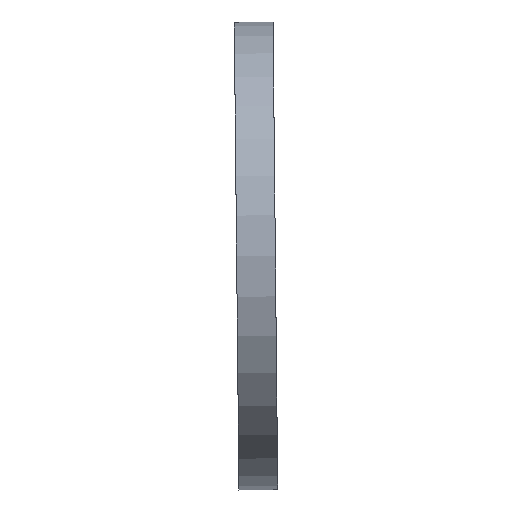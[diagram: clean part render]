
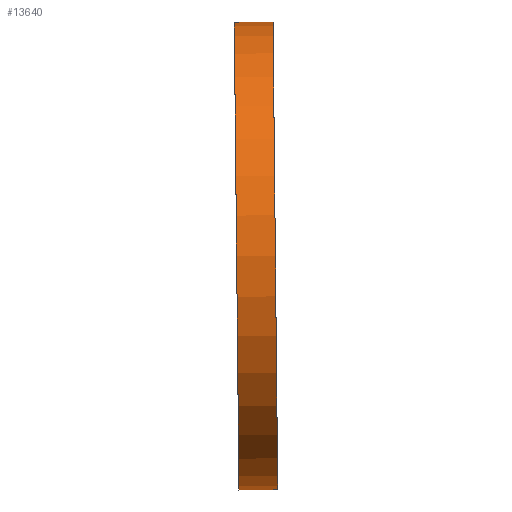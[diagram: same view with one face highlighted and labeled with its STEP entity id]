
A CAD part, front view. The second image highlights one B-rep face of the part: STEP entity #13640.
In plain terms, the highlighted cylindrical face has radius 904.85 mm (diameter 1809.7 mm), a partial arc.
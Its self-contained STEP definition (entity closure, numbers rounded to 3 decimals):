
#8250=CARTESIAN_POINT('',(0.,0.,
-75.));
#8260=DIRECTION('',(0.,0.,-1.));
#8270=DIRECTION('',(1.,0.,0.));
#8280=AXIS2_PLACEMENT_3D('',#8250,#8260,#8270);
#8290=CIRCLE('',#8280,904.85);
#8300=CARTESIAN_POINT('',(904.85,0.,-75.));
#8310=VERTEX_POINT('',#8300);
#8320=CARTESIAN_POINT('',(-904.85,0.,-75.));
#8330=VERTEX_POINT('',#8320);
#8360=EDGE_CURVE('',#8330,#8310,#8290,.T.);
#13330=CARTESIAN_POINT('',(0.,0.,
57.));
#13340=DIRECTION('',(0.,0.,-1.));
#13350=DIRECTION('',(1.,0.,0.));
#13360=AXIS2_PLACEMENT_3D('',#13330,#13340,#13350);
#13370=CYLINDRICAL_SURFACE('',#13360,904.85);
#13380=CARTESIAN_POINT('',(904.85,0.,57.));
#13390=DIRECTION('',(0.,0.,-1.));
#13400=VECTOR('',#13390,1.);
#13410=LINE('',#13380,#13400);
#13420=CARTESIAN_POINT('',(904.85,0.,75.));
#13430=VERTEX_POINT('',#13420);
#13440=EDGE_CURVE('',#13430,#8310,#13410,.T.);
#13450=ORIENTED_EDGE('',*,*,#13440,.T.);
#13460=CARTESIAN_POINT('',(0.,0.,
75.));
#13470=DIRECTION('',(0.,0.,1.));
#13480=DIRECTION('',(-1.,0.,0.));
#13490=AXIS2_PLACEMENT_3D('',#13460,#13470,#13480);
#13500=CIRCLE('',#13490,904.85);
#13510=CARTESIAN_POINT('',(-904.85,0.,75.));
#13520=VERTEX_POINT('',#13510);
#13530=EDGE_CURVE('',#13430,#13520,#13500,.T.);
#13540=ORIENTED_EDGE('',*,*,#13530,.F.);
#13550=CARTESIAN_POINT('',(-904.85,0.,57.));
#13560=DIRECTION('',(0.,0.,-1.));
#13570=VECTOR('',#13560,1.);
#13580=LINE('',#13550,#13570);
#13590=EDGE_CURVE('',#13520,#8330,#13580,.T.);
#13600=ORIENTED_EDGE('',*,*,#13590,.F.);
#13610=ORIENTED_EDGE('',*,*,#8360,.F.);
#13620=EDGE_LOOP('',(#13610,#13600,#13540,#13450));
#13630=FACE_OUTER_BOUND('',#13620,.T.);
#13640=ADVANCED_FACE('',(#13630),#13370,.T.);
